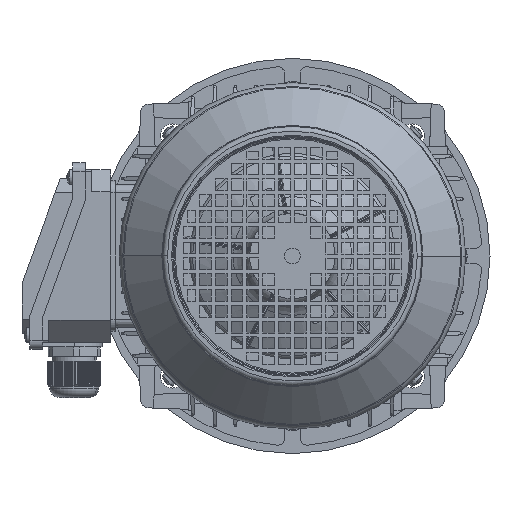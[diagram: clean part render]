
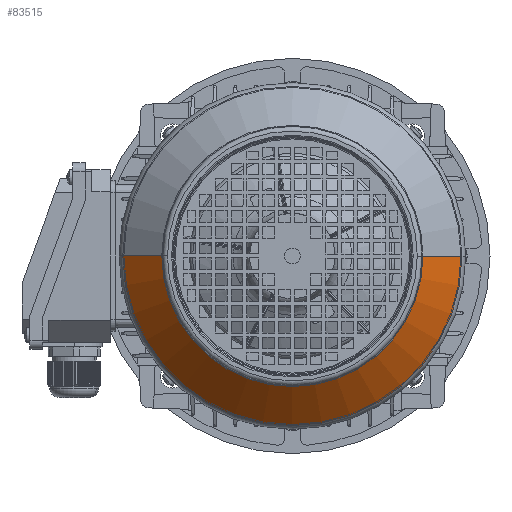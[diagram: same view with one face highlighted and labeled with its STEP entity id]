
A CAD part, left-side view. The second image highlights one B-rep face of the part: STEP entity #83515.
In plain terms, the highlighted conical face has half-angle 45 degrees and reference radius 82.586 mm.
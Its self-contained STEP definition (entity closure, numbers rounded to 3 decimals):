
#80764 = ORIENTED_EDGE ( 'NONE', *, *, #80765, .T. ) ;
#80765 = EDGE_CURVE ( 'NONE', #80766, #80768, #101218, .T. ) ;
#80766 = VERTEX_POINT ( 'NONE', #101210 ) ;
#80768 = VERTEX_POINT ( 'NONE', #101206 ) ;
#80770 = ORIENTED_EDGE ( 'NONE', *, *, #80773, .T. ) ;
#80773 = EDGE_CURVE ( 'NONE', #80768, #80799, #101200, .T. ) ;
#80775 = ORIENTED_EDGE ( 'NONE', *, *, #80794, .F. ) ;
#80794 = EDGE_CURVE ( 'NONE', #80797, #80799, #101325, .T. ) ;
#80797 = VERTEX_POINT ( 'NONE', #101299 ) ;
#80799 = VERTEX_POINT ( 'NONE', #101296 ) ;
#83480 = ORIENTED_EDGE ( 'NONE', *, *, #83482, .F. ) ;
#83482 = EDGE_CURVE ( 'NONE', #80766, #80797, #101970, .T. ) ;
#83515 = ADVANCED_FACE ( 'NONE', ( #102026 ), #102024, .T. ) ;
#83516 = EDGE_LOOP ( 'NONE', ( #80764, #80770, #80775, #83480 ) ) ;
#101195 = DIRECTION ( 'NONE',  ( -0.707, 0., -0.707 ) ) ;
#101197 = VECTOR ( 'NONE', #101195, 1000. ) ;
#101199 = CARTESIAN_POINT ( 'NONE',  ( 99.414, 0., -82.586 ) ) ;
#101200 = LINE ( 'NONE', #101199, #101197 ) ;
#101206 = CARTESIAN_POINT ( 'NONE',  ( 99.414, 0., -82.586 ) ) ;
#101210 = CARTESIAN_POINT ( 'NONE',  ( 99.414, 0., 82.586 ) ) ;
#101213 = DIRECTION ( 'NONE',  ( 0., 0., 1. ) ) ;
#101215 = DIRECTION ( 'NONE',  ( -1., 0., 0. ) ) ;
#101216 = CARTESIAN_POINT ( 'NONE',  ( 99.414, 0., 0. ) ) ;
#101217 = AXIS2_PLACEMENT_3D ( 'NONE', #101216, #101215, #101213 ) ;
#101218 = CIRCLE ( 'NONE', #101217, 82.586 ) ;
#101296 = CARTESIAN_POINT ( 'NONE',  ( 74.743, 0., -107.257 ) ) ;
#101299 = CARTESIAN_POINT ( 'NONE',  ( 74.743, 0., 107.257 ) ) ;
#101302 = DIRECTION ( 'NONE',  ( 0., 0., 1. ) ) ;
#101303 = DIRECTION ( 'NONE',  ( -1., 0., 0. ) ) ;
#101304 = CARTESIAN_POINT ( 'NONE',  ( 74.743, 0., 0. ) ) ;
#101305 = AXIS2_PLACEMENT_3D ( 'NONE', #101304, #101303, #101302 ) ;
#101325 = CIRCLE ( 'NONE', #101305, 107.257 ) ;
#101961 = DIRECTION ( 'NONE',  ( -0.707, 0., 0.707 ) ) ;
#101965 = VECTOR ( 'NONE', #101961, 1000. ) ;
#101969 = CARTESIAN_POINT ( 'NONE',  ( 99.414, 0., 82.586 ) ) ;
#101970 = LINE ( 'NONE', #101969, #101965 ) ;
#102006 = DIRECTION ( 'NONE',  ( 0., 0., 1. ) ) ;
#102008 = DIRECTION ( 'NONE',  ( -1., 0., 0. ) ) ;
#102010 = CARTESIAN_POINT ( 'NONE',  ( 99.414, 0., 0. ) ) ;
#102011 = AXIS2_PLACEMENT_3D ( 'NONE', #102010, #102008, #102006 ) ;
#102024 = CONICAL_SURFACE ( 'NONE', #102011, 82.586, 0.785 ) ;
#102026 = FACE_OUTER_BOUND ( 'NONE', #83516, .T. ) ;
